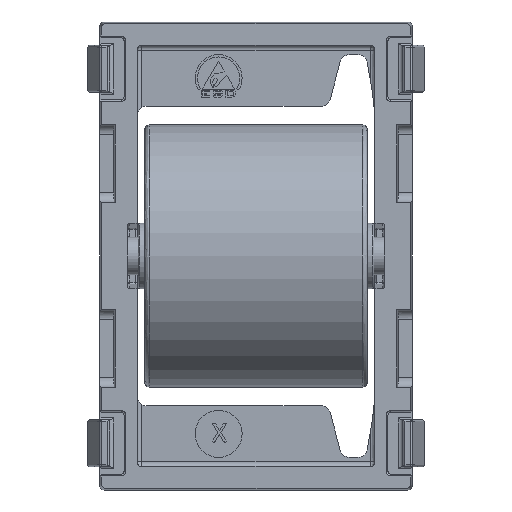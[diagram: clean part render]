
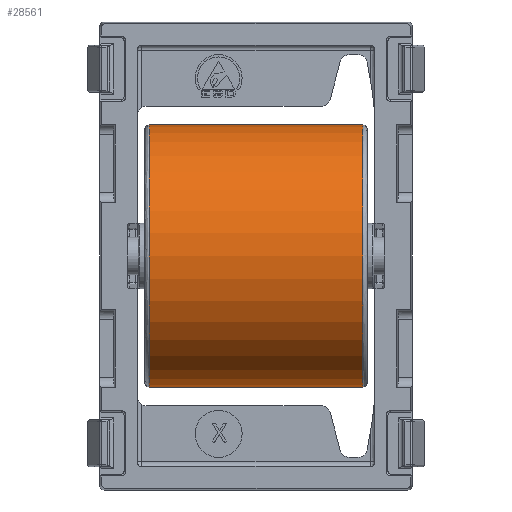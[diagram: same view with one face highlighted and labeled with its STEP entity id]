
A CAD part, front view. The second image highlights one B-rep face of the part: STEP entity #28561.
In plain terms, the highlighted cylindrical face has radius 14 mm (diameter 28 mm), a partial arc.
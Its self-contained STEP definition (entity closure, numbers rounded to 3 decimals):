
#114 = AXIS2_PLACEMENT_3D ( 'NONE', #31845, #26866, #29401 ) ;
#3513 = DIRECTION ( 'NONE',  ( 0., 0., -1. ) ) ;
#7169 = ORIENTED_EDGE ( 'NONE', *, *, #27705, .T. ) ;
#7356 = LINE ( 'NONE', #21721, #26382 ) ;
#7643 = DIRECTION ( 'NONE',  ( 1., 0., 0. ) ) ;
#8065 = ORIENTED_EDGE ( 'NONE', *, *, #20540, .T. ) ;
#8595 = EDGE_CURVE ( 'NONE', #10475, #28337, #28167, .T. ) ;
#10475 = VERTEX_POINT ( 'NONE', #21609 ) ;
#11287 = DIRECTION ( 'NONE',  ( 1., 0., 0. ) ) ;
#14637 = AXIS2_PLACEMENT_3D ( 'NONE', #15064, #7643, #25378 ) ;
#15064 = CARTESIAN_POINT ( 'NONE',  ( -11.4, -4.5, 0. ) ) ;
#15734 = EDGE_CURVE ( 'NONE', #10475, #31340, #16262, .T. ) ;
#16262 = CIRCLE ( 'NONE', #14637, 14. ) ;
#16344 = CYLINDRICAL_SURFACE ( 'NONE', #114, 14. ) ;
#16499 = CIRCLE ( 'NONE', #24355, 14. ) ;
#16753 = FACE_OUTER_BOUND ( 'NONE', #27127, .T. ) ;
#17624 = CARTESIAN_POINT ( 'NONE',  ( 11.4, -4.5, 14. ) ) ;
#18080 = VERTEX_POINT ( 'NONE', #20252 ) ;
#18348 = ORIENTED_EDGE ( 'NONE', *, *, #15734, .T. ) ;
#20252 = CARTESIAN_POINT ( 'NONE',  ( 11.4, -4.5, -14. ) ) ;
#20540 = EDGE_CURVE ( 'NONE', #18080, #28337, #16499, .T. ) ;
#21609 = CARTESIAN_POINT ( 'NONE',  ( -11.4, -4.5, 14. ) ) ;
#21721 = CARTESIAN_POINT ( 'NONE',  ( -11.9, -4.5, -14. ) ) ;
#22406 = CARTESIAN_POINT ( 'NONE',  ( -11.4, -4.5, -14. ) ) ;
#22950 = CARTESIAN_POINT ( 'NONE',  ( -11.9, -4.5, 14. ) ) ;
#23850 = ORIENTED_EDGE ( 'NONE', *, *, #8595, .F. ) ;
#23906 = CARTESIAN_POINT ( 'NONE',  ( 11.4, -4.5, 0. ) ) ;
#24355 = AXIS2_PLACEMENT_3D ( 'NONE', #23906, #31798, #3513 ) ;
#25378 = DIRECTION ( 'NONE',  ( 0., 0., -1. ) ) ;
#26382 = VECTOR ( 'NONE', #11287, 1000. ) ;
#26866 = DIRECTION ( 'NONE',  ( 1., 0., 0. ) ) ;
#27127 = EDGE_LOOP ( 'NONE', ( #23850, #18348, #7169, #8065 ) ) ;
#27705 = EDGE_CURVE ( 'NONE', #31340, #18080, #7356, .T. ) ;
#27738 = DIRECTION ( 'NONE',  ( 1., 0., 0. ) ) ;
#28167 = LINE ( 'NONE', #22950, #32928 ) ;
#28337 = VERTEX_POINT ( 'NONE', #17624 ) ;
#28561 = ADVANCED_FACE ( 'NONE', ( #16753 ), #16344, .T. ) ;
#29401 = DIRECTION ( 'NONE',  ( 0., 0., -1. ) ) ;
#31340 = VERTEX_POINT ( 'NONE', #22406 ) ;
#31798 = DIRECTION ( 'NONE',  ( -1., 0., 0. ) ) ;
#31845 = CARTESIAN_POINT ( 'NONE',  ( -11.9, -4.5, 0. ) ) ;
#32928 = VECTOR ( 'NONE', #27738, 1000. ) ;
